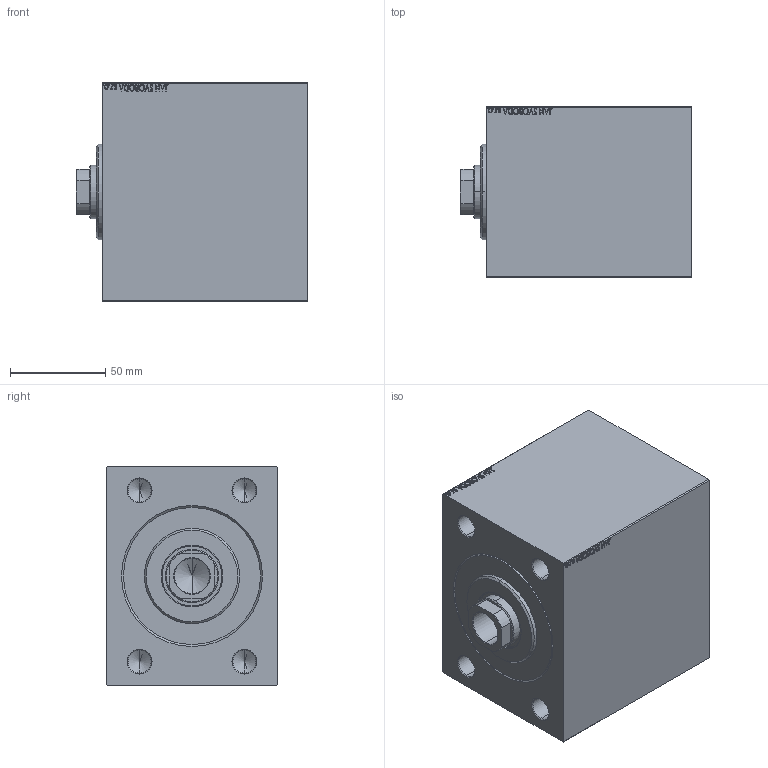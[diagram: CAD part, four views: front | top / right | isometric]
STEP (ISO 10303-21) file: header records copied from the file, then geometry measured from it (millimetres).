
FILE_DESCRIPTION (( 'STEP AP203' ), '1' );
FILE_NAME ('aa76.STEP', '2022-04-17T01:42:46', ( '' ), ( '' ), 'SwSTEP 2.0', 'SolidWorks 2019', '' );
FILE_SCHEMA (( 'CONFIG_CONTROL_DESIGN' ));
Length unit declared in the file: millimetre
Products named in the file (4): V450CM_B_VCP a59acdbdff26c119f2227b32581bf2ca; aa76; V450CM_B_Body a59acdbdff26c119f2227b32581bf2ca; V450CM_VC_B a59acdbdff26c119f2227b32581bf2ca
Assembly tree (3 placements, depth 2):
  aa76
    V450CM_B_Body a59acdbdff26c119f2227b32581bf2ca
    V450CM_B_VCP a59acdbdff26c119f2227b32581bf2ca
    V450CM_VC_B a59acdbdff26c119f2227b32581bf2ca
Bounding box: 121.5 x 90 x 115 mm (x, y, z)
Volume: 1020653.5 mm3; surface area: 127266.6 mm2
Topology: 3 solids, 3 shells, 880 faces, 2260 edges, 1479 vertices
Faces by surface type: plane 402, bspline 380, cylinder 52, cone 46
Entity records: 44324 total; most frequent: CARTESIAN_POINT 25107, ORIENTED_EDGE 4484, DIRECTION 2630, EDGE_CURVE 2242, VERTEX_POINT 1479, VECTOR 1330, LINE 1330, EDGE_LOOP 997
